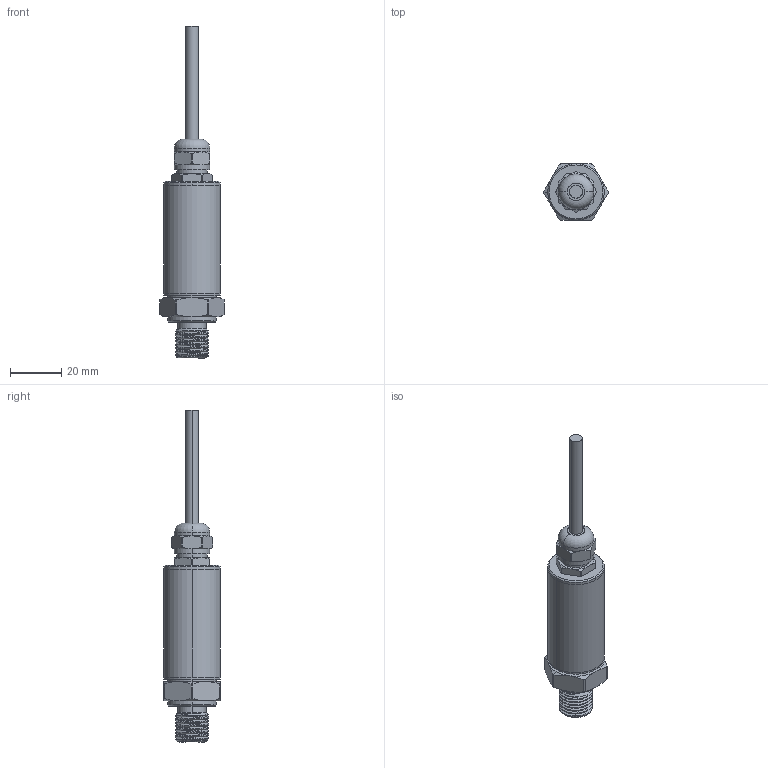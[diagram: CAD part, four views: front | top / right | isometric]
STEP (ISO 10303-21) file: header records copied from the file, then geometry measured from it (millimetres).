
FILE_DESCRIPTION (( 'STEP AP214' ), '1' );
FILE_NAME ('PT211-101DW_3D.step', '2023-06-28T22:35:44', ( '' ), ( '' ), 'SwSTEP 2.0', 'SolidWorks 2022', '' );
FILE_SCHEMA (( 'AUTOMOTIVE_DESIGN' ));
Length unit declared in the file: inch
Products named in the file (5): FST800-1^PT211-101DW; PT211-101DW_3D; FST800-2^PT211-101DW; M12X1-FANGSHUI-01^PT211-101DW; PRT0001^PT211-101DW
Assembly tree (4 placements, depth 2):
  PT211-101DW_3D
    FST800-1^PT211-101DW
    FST800-2^PT211-101DW
    PRT0001^PT211-101DW
    M12X1-FANGSHUI-01^PT211-101DW
Bounding box: 25 x 22 x 129.2 mm (x, y, z)
Volume: 25554.4 mm3; surface area: 9465.3 mm2
Topology: 4 solids, 4 shells, 181 faces, 461 edges, 303 vertices
Faces by surface type: cylinder 73, cone 50, plane 41, bspline 15, torus 2
Entity records: 9874 total; most frequent: CARTESIAN_POINT 5557, ORIENTED_EDGE 922, DIRECTION 759, EDGE_CURVE 461, AXIS2_PLACEMENT_3D 322, VERTEX_POINT 303, EDGE_LOOP 198, B_SPLINE_CURVE_WITH_KNOTS 197
